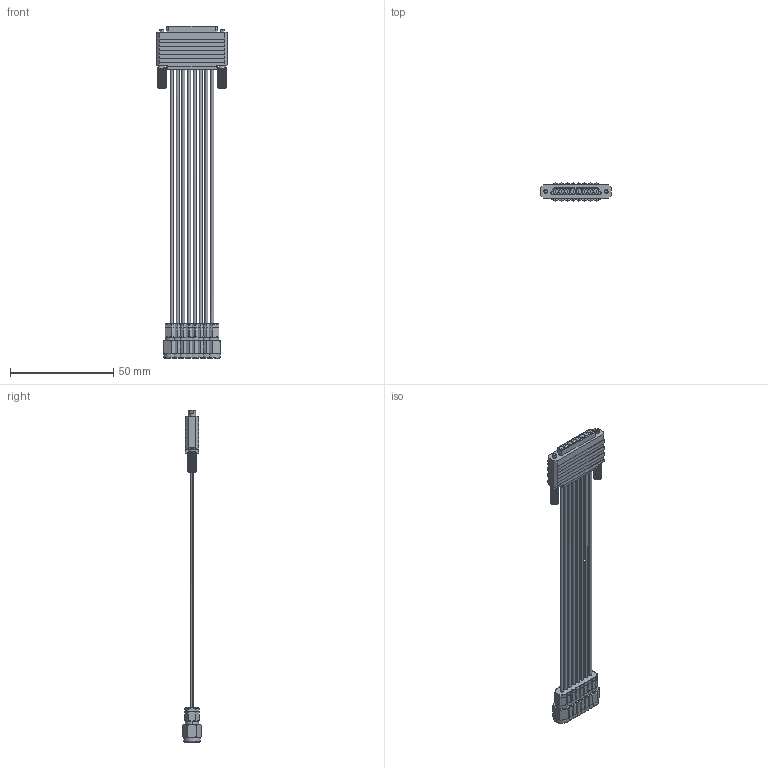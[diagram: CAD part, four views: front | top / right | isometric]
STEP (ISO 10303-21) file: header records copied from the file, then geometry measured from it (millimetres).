
FILE_DESCRIPTION (( 'STEP AP214' ), '1' );
FILE_NAME ('7038-0211.STEP', '2018-09-11T19:15:33', ( '' ), ( '' ), 'SwSTEP 2.0', 'SolidWorks 2016', '' );
FILE_SCHEMA (( 'AUTOMOTIVE_DESIGN' ));
Length unit declared in the file: inch
Products named in the file (1): 7038-0211
Bounding box: 34.29 x 9.15 x 160.45 mm (x, y, z)
Volume: 8908.6 mm3; surface area: 8878.8 mm2
Topology: 1 solids, 12 shells, 1120 faces, 2935 edges, 1834 vertices
Faces by surface type: plane 563, cylinder 333, cone 200, torus 24
Entity records: 50231 total; most frequent: CARTESIAN_POINT 11125, ORIENTED_EDGE 5830, DIRECTION 4953, EDGE_CURVE 2915, AXIS2_PLACEMENT_3D 1868, VERTEX_POINT 1834, LINE 1217, VECTOR 1217
